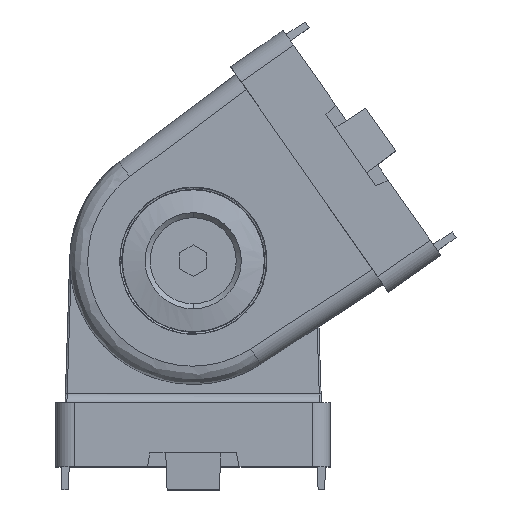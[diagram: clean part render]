
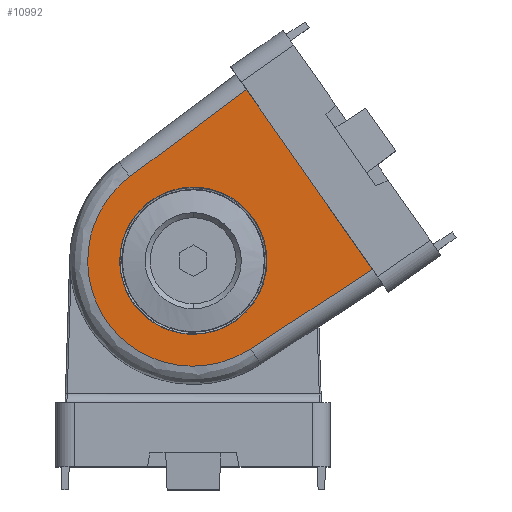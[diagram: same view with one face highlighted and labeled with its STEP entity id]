
A CAD part, top view. The second image highlights one B-rep face of the part: STEP entity #10992.
In plain terms, the highlighted planar face has unit normal (-0.014, -0.01, 1).
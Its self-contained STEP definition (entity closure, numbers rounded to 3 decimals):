
#760 = CARTESIAN_POINT ( 'NONE',  ( 19.58, -0.939, 14. ) ) ;
#848 = CARTESIAN_POINT ( 'NONE',  ( -6.921, 9.186, 13.722 ) ) ;
#869 = CARTESIAN_POINT ( 'NONE',  ( -16.07, 8.038, 13.58 ) ) ;
#933 = CARTESIAN_POINT ( 'NONE',  ( -7.522, -8.867, 13.533 ) ) ;
#976 = CARTESIAN_POINT ( 'NONE',  ( -6.921, 9.186, 13.722 ) ) ;
#1466 = VERTEX_POINT ( 'NONE', #5283 ) ;
#1483 = DIRECTION ( 'NONE',  ( 0.8, 0.599, 0.017 ) ) ;
#1528 = CARTESIAN_POINT ( 'NONE',  ( 0., -8.04, 13.649 ) ) ;
#1608 = CARTESIAN_POINT ( 'NONE',  ( 0., -8.04, 13.649 ) ) ;
#1678 = DIRECTION ( 'NONE',  ( -1., 0., -0.014 ) ) ;
#1739 = VERTEX_POINT ( 'NONE', #760 ) ;
#1754 = CARTESIAN_POINT ( 'NONE',  ( -11.617, 0.34, 13.567 ) ) ;
#1841 = CARTESIAN_POINT ( 'NONE',  ( -10.905, -4.036, 13.533 ) ) ;
#1898 = ORIENTED_EDGE ( 'NONE', *, *, #11459, .F. ) ;
#2044 = ORIENTED_EDGE ( 'NONE', *, *, #11274, .T. ) ;
#2229 =( BOUNDED_CURVE ( )  B_SPLINE_CURVE ( 3, ( #4535, #869, #3484, #1608 ),
 .UNSPECIFIED., .F., .F. ) 
 B_SPLINE_CURVE_WITH_KNOTS ( ( 4, 4 ),
 ( 0.96, 4.101 ),
 .UNSPECIFIED. ) 
 CURVE ( )  GEOMETRIC_REPRESENTATION_ITEM ( )  RATIONAL_B_SPLINE_CURVE ( ( 1., 0.334, 0.334, 1. ) ) 
 REPRESENTATION_ITEM ( '' )  );
#2305 = DIRECTION ( 'NONE',  ( -0.837, -0.547, -0.017 ) ) ;
#2356 = CARTESIAN_POINT ( 'NONE',  ( 8.047, 0.003, 13.845 ) ) ;
#2533 = CARTESIAN_POINT ( 'NONE',  ( 4.093, 21.178, 14. ) ) ;
#2657 = VECTOR ( 'NONE', #2305, 1000. ) ;
#2929 = EDGE_CURVE ( 'NONE', #1739, #3022, #5134, .T. ) ;
#3022 = VERTEX_POINT ( 'NONE', #6494 ) ;
#3077 = CARTESIAN_POINT ( 'NONE',  ( 0., 8.046, 13.81 ) ) ;
#3403 = CARTESIAN_POINT ( 'NONE',  ( -6.889, 9.21, 13.723 ) ) ;
#3484 = CARTESIAN_POINT ( 'NONE',  ( -16.07, -8.032, 13.419 ) ) ;
#3835 = ORIENTED_EDGE ( 'NONE', *, *, #2929, .F. ) ;
#4038 = EDGE_LOOP ( 'NONE', ( #9152, #1898 ) ) ;
#4270 = VECTOR ( 'NONE', #1483, 1000. ) ;
#4290 = CARTESIAN_POINT ( 'NONE',  ( 0., 8.046, 13.81 ) ) ;
#4511 = EDGE_CURVE ( 'NONE', #11386, #7853, #10308, .T. ) ;
#4515 = CARTESIAN_POINT ( 'NONE',  ( -10.635, 4.663, 13.624 ) ) ;
#4535 = CARTESIAN_POINT ( 'NONE',  ( 0., 8.046, 13.81 ) ) ;
#4592 = VECTOR ( 'NONE', #7799, 1000. ) ;
#4644 = CARTESIAN_POINT ( 'NONE',  ( -8.102, 8.302, 13.697 ) ) ;
#5134 = LINE ( 'NONE', #8943, #2657 ) ;
#5192 = CARTESIAN_POINT ( 'NONE',  ( 8.047, 4.716, 13.892 ) ) ;
#5283 = CARTESIAN_POINT ( 'NONE',  ( 5.814, 18.72, 14. ) ) ;
#5477 = CARTESIAN_POINT ( 'NONE',  ( 0.745, -11.588, 13.624 ) ) ;
#5522 = CARTESIAN_POINT ( 'NONE',  ( 3.639, -11.019, 13.671 ) ) ;
#5591 = CARTESIAN_POINT ( 'NONE',  ( -9.11, 7.188, 13.671 ) ) ;
#5737 = FACE_BOUND ( 'NONE', #4038, .T. ) ;
#6329 = PLANE ( 'NONE',  #10609 ) ;
#6432 = CARTESIAN_POINT ( 'NONE',  ( -3.654, -11.033, 13.567 ) ) ;
#6494 = CARTESIAN_POINT ( 'NONE',  ( 6.265, -9.645, 13.722 ) ) ;
#7035 = CARTESIAN_POINT ( 'NONE',  ( 8.047, -4.71, 13.797 ) ) ;
#7453 = CARTESIAN_POINT ( 'NONE',  ( -11.151, 3.253, 13.603 ) ) ;
#7799 = DIRECTION ( 'NONE',  ( -0.574, 0.819, 0. ) ) ;
#7853 = VERTEX_POINT ( 'NONE', #3077 ) ;
#8082 = LINE ( 'NONE', #3403, #4270 ) ;
#8094 = FACE_OUTER_BOUND ( 'NONE', #9552, .T. ) ;
#8466 = B_SPLINE_CURVE_WITH_KNOTS ( 'NONE', 3,
 ( #10243, #11092, #5522, #5477, #12057, #6432, #10994, #933, #10126, #11173, #1841, #10211, #1754, #7453, #4515, #5591, #4644, #848 ),
 .UNSPECIFIED., .F., .F.,
 ( 4, 2, 2, 2, 2, 2, 2, 2, 4 ),
 ( 0., 0.125, 0.25, 0.375, 0.5, 0.625, 0.75, 0.875, 1. ),
 .UNSPECIFIED. ) ;
#8483 = CARTESIAN_POINT ( 'NONE',  ( 0., -8.04, 13.649 ) ) ;
#8902 = ORIENTED_EDGE ( 'NONE', *, *, #11719, .F. ) ;
#8943 = CARTESIAN_POINT ( 'NONE',  ( 19.58, -0.939, 14. ) ) ;
#9152 = ORIENTED_EDGE ( 'NONE', *, *, #4511, .F. ) ;
#9309 = ORIENTED_EDGE ( 'NONE', *, *, #11383, .F. ) ;
#9552 = EDGE_LOOP ( 'NONE', ( #9309, #8902, #3835, #2044 ) ) ;
#10001 = DIRECTION ( 'NONE',  ( 0.014, 0.01, -1. ) ) ;
#10126 = CARTESIAN_POINT ( 'NONE',  ( -8.603, -7.824, 13.528 ) ) ;
#10211 = CARTESIAN_POINT ( 'NONE',  ( -11.567, -1.161, 13.552 ) ) ;
#10243 = CARTESIAN_POINT ( 'NONE',  ( 6.265, -9.645, 13.722 ) ) ;
#10308 =( BOUNDED_CURVE ( )  B_SPLINE_CURVE ( 3, ( #8483, #10704, #7035, #2356, #5192, #10752, #4290 ),
 .UNSPECIFIED., .F., .F. ) 
 B_SPLINE_CURVE_WITH_KNOTS ( ( 4, 3, 4 ),
 ( 4.101, 5.672, 7.244 ),
 .UNSPECIFIED. ) 
 CURVE ( )  GEOMETRIC_REPRESENTATION_ITEM ( )  RATIONAL_B_SPLINE_CURVE ( ( 1., 0.805, 0.805, 1., 0.805, 0.805, 1. ) ) 
 REPRESENTATION_ITEM ( '' )  );
#10532 = LINE ( 'NONE', #10578, #4592 ) ;
#10578 = CARTESIAN_POINT ( 'NONE',  ( 4.093, 21.178, 14. ) ) ;
#10609 = AXIS2_PLACEMENT_3D ( 'NONE', #2533, #10001, #1678 ) ;
#10704 = CARTESIAN_POINT ( 'NONE',  ( 4.713, -8.042, 13.716 ) ) ;
#10752 = CARTESIAN_POINT ( 'NONE',  ( 4.713, 8.048, 13.877 ) ) ;
#10831 = VERTEX_POINT ( 'NONE', #976 ) ;
#10992 = ADVANCED_FACE ( 'NONE', ( #5737, #8094 ), #6329, .F. ) ;
#10994 = CARTESIAN_POINT ( 'NONE',  ( -5.047, -10.472, 13.552 ) ) ;
#11092 = CARTESIAN_POINT ( 'NONE',  ( 5.03, -10.453, 13.697 ) ) ;
#11173 = CARTESIAN_POINT ( 'NONE',  ( -10.295, -5.408, 13.528 ) ) ;
#11274 = EDGE_CURVE ( 'NONE', #1739, #1466, #10532, .T. ) ;
#11383 = EDGE_CURVE ( 'NONE', #10831, #1466, #8082, .T. ) ;
#11386 = VERTEX_POINT ( 'NONE', #1528 ) ;
#11459 = EDGE_CURVE ( 'NONE', #7853, #11386, #2229, .T. ) ;
#11719 = EDGE_CURVE ( 'NONE', #3022, #10831, #8466, .T. ) ;
#12057 = CARTESIAN_POINT ( 'NONE',  ( -0.757, -11.591, 13.603 ) ) ;
